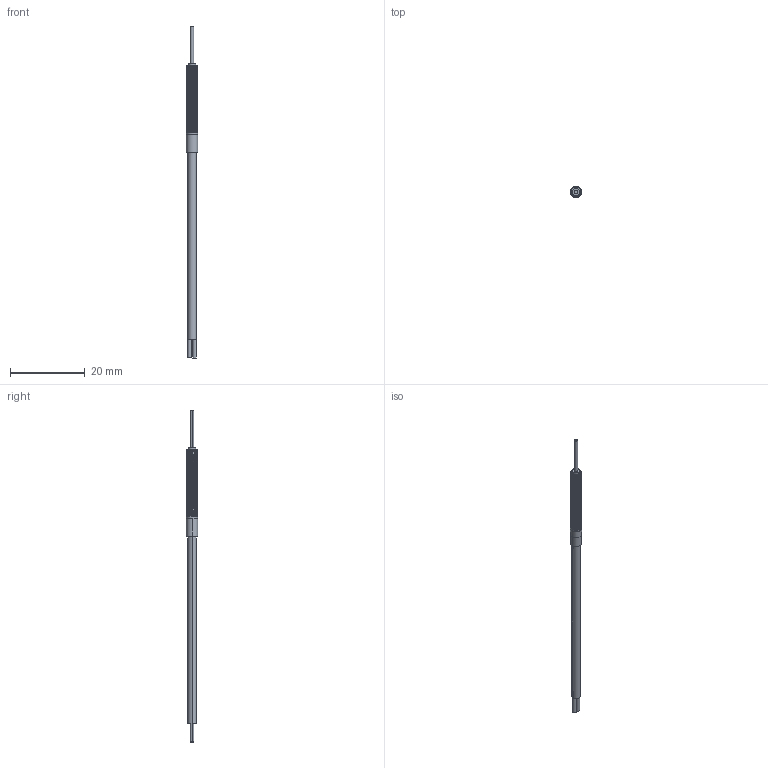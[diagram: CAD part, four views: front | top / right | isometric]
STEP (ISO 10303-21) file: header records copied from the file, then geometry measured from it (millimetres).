
FILE_DESCRIPTION (( 'STEP AP214' ), '1' );
FILE_NAME ('FOACAMPDRE32I_3D.STEP', '2022-02-03T19:46:45', ( '' ), ( '' ), 'SwSTEP 2.0', 'SolidWorks 2021', '' );
FILE_SCHEMA (( 'AUTOMOTIVE_DESIGN' ));
Length unit declared in the file: inch
Products named in the file (4): FOACAMPDRE32I_3D; M4-COVER_ANY; LINE1_0_ANY; M3T10-BODY_ANY
Assembly tree (4 placements, depth 2):
  FOACAMPDRE32I_3D
    LINE1_0_ANY  x2
    M4-COVER_ANY
    M3T10-BODY_ANY
Bounding box: 3 x 3 x 88.88 mm (x, y, z)
Volume: 443.1 mm3; surface area: 1159.3 mm2
Topology: 4 solids, 4 shells, 192 faces, 518 edges, 339 vertices
Faces by surface type: cylinder 138, bspline 34, plane 15, cone 5
Entity records: 46553 total; most frequent: CARTESIAN_POINT 42319, ORIENTED_EDGE 1024, DIRECTION 555, EDGE_CURVE 512, VERTEX_POINT 335, B_SPLINE_CURVE_WITH_KNOTS 309, EDGE_LOOP 193, AXIS2_PLACEMENT_3D 191
